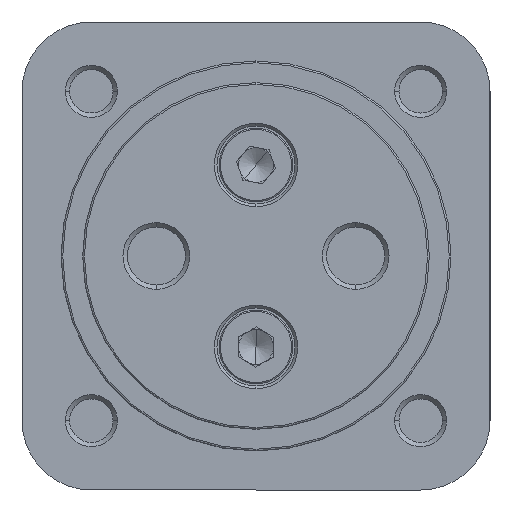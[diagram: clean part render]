
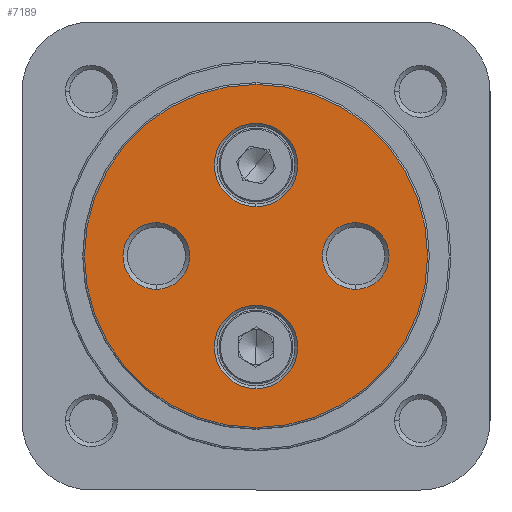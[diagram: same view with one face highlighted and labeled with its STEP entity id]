
A CAD part, left-side view. The second image highlights one B-rep face of the part: STEP entity #7189.
In plain terms, the highlighted planar face has unit normal (-1, 0, 0).
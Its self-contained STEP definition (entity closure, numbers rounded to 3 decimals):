
#214 = AXIS2_PLACEMENT_3D ( 'NONE', #6298, #6299, #6300 ) ;
#286 = AXIS2_PLACEMENT_3D ( 'NONE', #6641, #6649, #6650 ) ;
#292 = AXIS2_PLACEMENT_3D ( 'NONE', #6654, #6667, #6668 ) ;
#293 = AXIS2_PLACEMENT_3D ( 'NONE', #6663, #6670, #6671 ) ;
#297 = AXIS2_PLACEMENT_3D ( 'NONE', #6675, #6682, #6683 ) ;
#298 = AXIS2_PLACEMENT_3D ( 'NONE', #6678, #6685, #6686 ) ;
#587 = EDGE_LOOP ( 'NONE', ( #1746, #1747 ) ) ;
#589 = EDGE_LOOP ( 'NONE', ( #1748, #1749 ) ) ;
#591 = EDGE_LOOP ( 'NONE', ( #1752, #1753 ) ) ;
#617 = EDGE_LOOP ( 'NONE', ( #1754, #1755 ) ) ;
#635 = EDGE_LOOP ( 'NONE', ( #1750, #1751 ) ) ;
#1746 = ORIENTED_EDGE ( 'NONE', *, *, #7880, .T. ) ;
#1747 = ORIENTED_EDGE ( 'NONE', *, *, #7685, .T. ) ;
#1748 = ORIENTED_EDGE ( 'NONE', *, *, #7699, .T. ) ;
#1749 = ORIENTED_EDGE ( 'NONE', *, *, #7881, .T. ) ;
#1750 = ORIENTED_EDGE ( 'NONE', *, *, #7695, .T. ) ;
#1751 = ORIENTED_EDGE ( 'NONE', *, *, #7876, .T. ) ;
#1752 = ORIENTED_EDGE ( 'NONE', *, *, #7731, .T. ) ;
#1753 = ORIENTED_EDGE ( 'NONE', *, *, #7869, .T. ) ;
#1754 = ORIENTED_EDGE ( 'NONE', *, *, #7727, .T. ) ;
#1755 = ORIENTED_EDGE ( 'NONE', *, *, #7875, .T. ) ;
#2033 = VERTEX_POINT ( 'NONE', #2430 ) ;
#2034 = VERTEX_POINT ( 'NONE', #2431 ) ;
#2055 = VERTEX_POINT ( 'NONE', #2452 ) ;
#2056 = VERTEX_POINT ( 'NONE', #2453 ) ;
#2059 = VERTEX_POINT ( 'NONE', #2456 ) ;
#2060 = VERTEX_POINT ( 'NONE', #2457 ) ;
#2087 = VERTEX_POINT ( 'NONE', #2484 ) ;
#2088 = VERTEX_POINT ( 'NONE', #2485 ) ;
#2091 = VERTEX_POINT ( 'NONE', #2488 ) ;
#2092 = VERTEX_POINT ( 'NONE', #2489 ) ;
#2430 = CARTESIAN_POINT ( 'NONE',  ( 0., 0., 19.8 ) ) ;
#2431 = CARTESIAN_POINT ( 'NONE',  ( 0., 0., -19.8 ) ) ;
#2452 = CARTESIAN_POINT ( 'NONE',  ( 0., 0., 5.7 ) ) ;
#2453 = CARTESIAN_POINT ( 'NONE',  ( 0., 0., 15.3 ) ) ;
#2456 = CARTESIAN_POINT ( 'NONE',  ( 0., 0., -15.3 ) ) ;
#2457 = CARTESIAN_POINT ( 'NONE',  ( 0., 0., -5.7 ) ) ;
#2484 = CARTESIAN_POINT ( 'NONE',  ( 0., 11.5, -3.85 ) ) ;
#2485 = CARTESIAN_POINT ( 'NONE',  ( 0., 11.5, 3.85 ) ) ;
#2488 = CARTESIAN_POINT ( 'NONE',  ( 0., -11.5, -3.85 ) ) ;
#2489 = CARTESIAN_POINT ( 'NONE',  ( 0., -11.5, 3.85 ) ) ;
#3247 = CARTESIAN_POINT ( 'NONE',  ( 0., 0., 0. ) ) ;
#3256 = PLANE ( 'NONE',  #8144 ) ;
#3259 = DIRECTION ( 'NONE',  ( 1., 0., 0. ) ) ;
#3260 = DIRECTION ( 'NONE',  ( 0., 0., -1. ) ) ;
#3653 = FACE_BOUND ( 'NONE', #617, .T. ) ;
#3657 = FACE_OUTER_BOUND ( 'NONE', #587, .T. ) ;
#3663 = FACE_BOUND ( 'NONE', #589, .T. ) ;
#3665 = FACE_BOUND ( 'NONE', #635, .T. ) ;
#3667 = FACE_BOUND ( 'NONE', #591, .T. ) ;
#5638 = CARTESIAN_POINT ( 'NONE',  ( 0., 0., 0. ) ) ;
#5639 = DIRECTION ( 'NONE',  ( -1., 0., 0. ) ) ;
#5640 = DIRECTION ( 'NONE',  ( 0., 0., -1. ) ) ;
#5723 = CIRCLE ( 'NONE', #8382, 19.8 ) ;
#5735 = CIRCLE ( 'NONE', #8392, 4.8 ) ;
#5741 = CIRCLE ( 'NONE', #8393, 4.8 ) ;
#5783 = CIRCLE ( 'NONE', #8408, 3.85 ) ;
#5789 = CIRCLE ( 'NONE', #214, 3.85 ) ;
#5988 = CIRCLE ( 'NONE', #286, 3.85 ) ;
#5994 = CIRCLE ( 'NONE', #292, 3.85 ) ;
#5995 = CIRCLE ( 'NONE', #293, 4.8 ) ;
#5999 = CIRCLE ( 'NONE', #297, 19.8 ) ;
#6000 = CIRCLE ( 'NONE', #298, 4.8 ) ;
#6208 = CARTESIAN_POINT ( 'NONE',  ( 0., 0., 10.5 ) ) ;
#6209 = DIRECTION ( 'NONE',  ( 1., 0., 0. ) ) ;
#6210 = DIRECTION ( 'NONE',  ( 0., 0., -1. ) ) ;
#6218 = CARTESIAN_POINT ( 'NONE',  ( 0., 0., -10.5 ) ) ;
#6219 = DIRECTION ( 'NONE',  ( 1., 0., 0. ) ) ;
#6220 = DIRECTION ( 'NONE',  ( 0., 0., -1. ) ) ;
#6288 = CARTESIAN_POINT ( 'NONE',  ( 0., 11.5, 0. ) ) ;
#6289 = DIRECTION ( 'NONE',  ( 1., 0., 0. ) ) ;
#6290 = DIRECTION ( 'NONE',  ( 0., 0., -1. ) ) ;
#6298 = CARTESIAN_POINT ( 'NONE',  ( 0., -11.5, 0. ) ) ;
#6299 = DIRECTION ( 'NONE',  ( 1., 0., 0. ) ) ;
#6300 = DIRECTION ( 'NONE',  ( 0., 0., -1. ) ) ;
#6641 = CARTESIAN_POINT ( 'NONE',  ( 0., -11.5, 0. ) ) ;
#6649 = DIRECTION ( 'NONE',  ( 1., 0., 0. ) ) ;
#6650 = DIRECTION ( 'NONE',  ( 0., 0., -1. ) ) ;
#6654 = CARTESIAN_POINT ( 'NONE',  ( 0., 11.5, 0. ) ) ;
#6663 = CARTESIAN_POINT ( 'NONE',  ( 0., 0., 10.5 ) ) ;
#6667 = DIRECTION ( 'NONE',  ( 1., 0., 0. ) ) ;
#6668 = DIRECTION ( 'NONE',  ( 0., 0., -1. ) ) ;
#6670 = DIRECTION ( 'NONE',  ( 1., 0., 0. ) ) ;
#6671 = DIRECTION ( 'NONE',  ( 0., 0., -1. ) ) ;
#6675 = CARTESIAN_POINT ( 'NONE',  ( 0., 0., 0. ) ) ;
#6678 = CARTESIAN_POINT ( 'NONE',  ( 0., 0., -10.5 ) ) ;
#6682 = DIRECTION ( 'NONE',  ( -1., 0., 0. ) ) ;
#6683 = DIRECTION ( 'NONE',  ( 0., 0., -1. ) ) ;
#6685 = DIRECTION ( 'NONE',  ( 1., 0., 0. ) ) ;
#6686 = DIRECTION ( 'NONE',  ( 0., 0., -1. ) ) ;
#7189 = ADVANCED_FACE ( 'NONE', ( #3657, #3663, #3665, #3667, #3653 ), #3256, .F. ) ;
#7685 = EDGE_CURVE ( 'NONE', #2033, #2034, #5723, .T. ) ;
#7695 = EDGE_CURVE ( 'NONE', #2056, #2055, #5735, .T. ) ;
#7699 = EDGE_CURVE ( 'NONE', #2060, #2059, #5741, .T. ) ;
#7727 = EDGE_CURVE ( 'NONE', #2088, #2087, #5783, .T. ) ;
#7731 = EDGE_CURVE ( 'NONE', #2092, #2091, #5789, .T. ) ;
#7869 = EDGE_CURVE ( 'NONE', #2091, #2092, #5988, .T. ) ;
#7875 = EDGE_CURVE ( 'NONE', #2087, #2088, #5994, .T. ) ;
#7876 = EDGE_CURVE ( 'NONE', #2055, #2056, #5995, .T. ) ;
#7880 = EDGE_CURVE ( 'NONE', #2034, #2033, #5999, .T. ) ;
#7881 = EDGE_CURVE ( 'NONE', #2059, #2060, #6000, .T. ) ;
#8144 = AXIS2_PLACEMENT_3D ( 'NONE', #3247, #3259, #3260 ) ;
#8382 = AXIS2_PLACEMENT_3D ( 'NONE', #5638, #5639, #5640 ) ;
#8392 = AXIS2_PLACEMENT_3D ( 'NONE', #6208, #6209, #6210 ) ;
#8393 = AXIS2_PLACEMENT_3D ( 'NONE', #6218, #6219, #6220 ) ;
#8408 = AXIS2_PLACEMENT_3D ( 'NONE', #6288, #6289, #6290 ) ;
